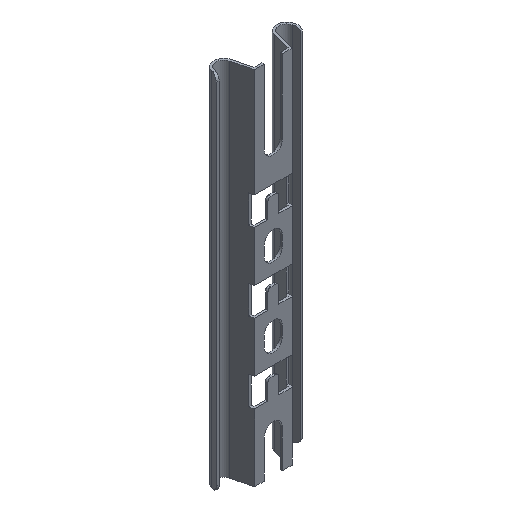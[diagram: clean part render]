
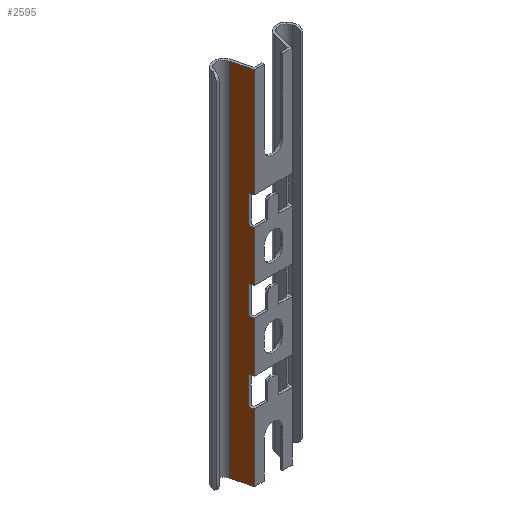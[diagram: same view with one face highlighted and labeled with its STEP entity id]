
A CAD part, isometric view. The second image highlights one B-rep face of the part: STEP entity #2595.
In plain terms, the highlighted planar face has unit normal (-0.971, -0.24, 0).
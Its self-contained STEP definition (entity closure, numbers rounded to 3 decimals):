
#11 = AXIS2_PLACEMENT_3D ( 'NONE', #404, #196, #1614 ) ;
#21 = VERTEX_POINT ( 'NONE', #527 ) ;
#23 = VERTEX_POINT ( 'NONE', #367 ) ;
#30 = DIRECTION ( 'NONE',  ( 0., 0., -1. ) ) ;
#49 = CARTESIAN_POINT ( 'NONE',  ( -12., 0., 115. ) ) ;
#55 = CARTESIAN_POINT ( 'NONE',  ( -12.743, 3., 46. ) ) ;
#60 = EDGE_CURVE ( 'NONE', #1105, #2391, #1836, .T. ) ;
#105 = ORIENTED_EDGE ( 'NONE', *, *, #1525, .T. ) ;
#140 = ORIENTED_EDGE ( 'NONE', *, *, #529, .F. ) ;
#143 = ORIENTED_EDGE ( 'NONE', *, *, #167, .F. ) ;
#163 = ORIENTED_EDGE ( 'NONE', *, *, #495, .T. ) ;
#167 = EDGE_CURVE ( 'NONE', #2418, #21, #1032, .T. ) ;
#175 = VERTEX_POINT ( 'NONE', #659 ) ;
#192 = ORIENTED_EDGE ( 'NONE', *, *, #2317, .F. ) ;
#196 = DIRECTION ( 'NONE',  ( 0.971, 0.24, 0. ) ) ;
#218 = DIRECTION ( 'NONE',  ( 0., 0., -1. ) ) ;
#219 = VECTOR ( 'NONE', #553, 1000. ) ;
#227 = CARTESIAN_POINT ( 'NONE',  ( -12.743, 3., 115. ) ) ;
#261 = ORIENTED_EDGE ( 'NONE', *, *, #2522, .T. ) ;
#284 = LINE ( 'NONE', #717, #2379 ) ;
#305 = CARTESIAN_POINT ( 'NONE',  ( -12., 0., 115. ) ) ;
#314 = LINE ( 'NONE', #49, #1860 ) ;
#316 = DIRECTION ( 'NONE',  ( 0., 0., -1. ) ) ;
#347 = CARTESIAN_POINT ( 'NONE',  ( -15.147, 12.702, 115. ) ) ;
#367 = CARTESIAN_POINT ( 'NONE',  ( -15.147, 12.702, 115. ) ) ;
#372 = VECTOR ( 'NONE', #218, 1000. ) ;
#404 = CARTESIAN_POINT ( 'NONE',  ( -12., 0., 115. ) ) ;
#410 = VECTOR ( 'NONE', #1519, 1000. ) ;
#439 = EDGE_CURVE ( 'NONE', #1552, #2672, #541, .T. ) ;
#460 = FACE_OUTER_BOUND ( 'NONE', #666, .T. ) ;
#465 = LINE ( 'NONE', #1573, #1469 ) ;
#495 = EDGE_CURVE ( 'NONE', #1737, #2391, #1406, .T. ) ;
#502 = DIRECTION ( 'NONE',  ( 0.24, -0.971, 0. ) ) ;
#522 = VERTEX_POINT ( 'NONE', #704 ) ;
#523 = CARTESIAN_POINT ( 'NONE',  ( -12., 0., 46. ) ) ;
#525 = VECTOR ( 'NONE', #984, 1000. ) ;
#527 = CARTESIAN_POINT ( 'NONE',  ( -12.743, 3., -22. ) ) ;
#529 = EDGE_CURVE ( 'NONE', #554, #175, #284, .T. ) ;
#541 = LINE ( 'NONE', #2329, #1550 ) ;
#553 = DIRECTION ( 'NONE',  ( 0., 0., -1. ) ) ;
#554 = VERTEX_POINT ( 'NONE', #2032 ) ;
#566 = LINE ( 'NONE', #347, #1511 ) ;
#601 = CARTESIAN_POINT ( 'NONE',  ( -12.743, 3., 115. ) ) ;
#618 = VECTOR ( 'NONE', #1968, 1000. ) ;
#639 = CARTESIAN_POINT ( 'NONE',  ( -12., 0., -72. ) ) ;
#653 = DIRECTION ( 'NONE',  ( 0., 0., -1. ) ) ;
#659 = CARTESIAN_POINT ( 'NONE',  ( -12., 0., -54. ) ) ;
#666 = EDGE_LOOP ( 'NONE', ( #1558, #105, #140, #1560, #143, #1590, #1650, #1616, #1687, #163, #1728, #192, #1758, #1762, #1879, #261 ) ) ;
#676 = EDGE_CURVE ( 'NONE', #23, #1552, #566, .T. ) ;
#704 = CARTESIAN_POINT ( 'NONE',  ( -12., 0., -4. ) ) ;
#717 = CARTESIAN_POINT ( 'NONE',  ( -12., 0., 115. ) ) ;
#738 = CARTESIAN_POINT ( 'NONE',  ( -12., 0., -72. ) ) ;
#742 = CARTESIAN_POINT ( 'NONE',  ( -12.743, 3., -4. ) ) ;
#751 = CARTESIAN_POINT ( 'NONE',  ( -12.743, 3., 115. ) ) ;
#756 = DIRECTION ( 'NONE',  ( 0.24, -0.971, 0. ) ) ;
#779 = CARTESIAN_POINT ( 'NONE',  ( -12., 0., 46. ) ) ;
#782 = CARTESIAN_POINT ( 'NONE',  ( -12., 0., -4. ) ) ;
#837 = LINE ( 'NONE', #227, #372 ) ;
#839 = DIRECTION ( 'NONE',  ( 0., 0., -1. ) ) ;
#873 = LINE ( 'NONE', #2304, #1270 ) ;
#881 = VECTOR ( 'NONE', #756, 1000. ) ;
#899 = EDGE_CURVE ( 'NONE', #1737, #2568, #1031, .T. ) ;
#906 = CARTESIAN_POINT ( 'NONE',  ( -12., 0., 28. ) ) ;
#941 = LINE ( 'NONE', #305, #1965 ) ;
#984 = DIRECTION ( 'NONE',  ( 0.24, -0.971, 0. ) ) ;
#1031 = LINE ( 'NONE', #601, #2065 ) ;
#1032 = LINE ( 'NONE', #751, #2066 ) ;
#1060 = CARTESIAN_POINT ( 'NONE',  ( -12., 0., 115. ) ) ;
#1088 = DIRECTION ( 'NONE',  ( 0.24, -0.971, 0. ) ) ;
#1102 = CARTESIAN_POINT ( 'NONE',  ( -12.743, 3., -54. ) ) ;
#1105 = VERTEX_POINT ( 'NONE', #1060 ) ;
#1229 = VECTOR ( 'NONE', #2170, 1000. ) ;
#1234 = EDGE_CURVE ( 'NONE', #554, #21, #2452, .T. ) ;
#1270 = VECTOR ( 'NONE', #2434, 1000. ) ;
#1347 = VERTEX_POINT ( 'NONE', #906 ) ;
#1366 = VERTEX_POINT ( 'NONE', #1102 ) ;
#1406 = LINE ( 'NONE', #779, #881 ) ;
#1469 = VECTOR ( 'NONE', #1783, 1000. ) ;
#1511 = VECTOR ( 'NONE', #316, 1000. ) ;
#1519 = DIRECTION ( 'NONE',  ( -0.24, 0.971, 0. ) ) ;
#1525 = EDGE_CURVE ( 'NONE', #1366, #175, #873, .T. ) ;
#1550 = VECTOR ( 'NONE', #1088, 1000. ) ;
#1552 = VERTEX_POINT ( 'NONE', #1843 ) ;
#1558 = ORIENTED_EDGE ( 'NONE', *, *, #1661, .F. ) ;
#1560 = ORIENTED_EDGE ( 'NONE', *, *, #1234, .T. ) ;
#1573 = CARTESIAN_POINT ( 'NONE',  ( -12., 0., 28. ) ) ;
#1582 = CARTESIAN_POINT ( 'NONE',  ( -12.743, 3., -72. ) ) ;
#1590 = ORIENTED_EDGE ( 'NONE', *, *, #2559, .T. ) ;
#1614 = DIRECTION ( 'NONE',  ( -0.24, 0.971, 0. ) ) ;
#1616 = ORIENTED_EDGE ( 'NONE', *, *, #1850, .T. ) ;
#1650 = ORIENTED_EDGE ( 'NONE', *, *, #1696, .F. ) ;
#1661 = EDGE_CURVE ( 'NONE', #1366, #1907, #837, .T. ) ;
#1663 = CARTESIAN_POINT ( 'NONE',  ( -12., 0., -115. ) ) ;
#1687 = ORIENTED_EDGE ( 'NONE', *, *, #899, .F. ) ;
#1695 = LINE ( 'NONE', #1761, #618 ) ;
#1696 = EDGE_CURVE ( 'NONE', #1347, #522, #314, .T. ) ;
#1728 = ORIENTED_EDGE ( 'NONE', *, *, #60, .F. ) ;
#1737 = VERTEX_POINT ( 'NONE', #55 ) ;
#1758 = ORIENTED_EDGE ( 'NONE', *, *, #676, .T. ) ;
#1761 = CARTESIAN_POINT ( 'NONE',  ( -12., 0., 115. ) ) ;
#1762 = ORIENTED_EDGE ( 'NONE', *, *, #439, .T. ) ;
#1783 = DIRECTION ( 'NONE',  ( -0.24, 0.971, 0. ) ) ;
#1795 = LINE ( 'NONE', #738, #1229 ) ;
#1836 = LINE ( 'NONE', #2659, #219 ) ;
#1843 = CARTESIAN_POINT ( 'NONE',  ( -15.147, 12.702, -115. ) ) ;
#1850 = EDGE_CURVE ( 'NONE', #1347, #2568, #465, .T. ) ;
#1860 = VECTOR ( 'NONE', #30, 1000. ) ;
#1879 = ORIENTED_EDGE ( 'NONE', *, *, #2401, .F. ) ;
#1907 = VERTEX_POINT ( 'NONE', #1582 ) ;
#1920 = CARTESIAN_POINT ( 'NONE',  ( -12., 0., -22. ) ) ;
#1965 = VECTOR ( 'NONE', #502, 1000. ) ;
#1968 = DIRECTION ( 'NONE',  ( 0., 0., -1. ) ) ;
#2032 = CARTESIAN_POINT ( 'NONE',  ( -12., 0., -22. ) ) ;
#2065 = VECTOR ( 'NONE', #839, 1000. ) ;
#2066 = VECTOR ( 'NONE', #653, 1000. ) ;
#2160 = LINE ( 'NONE', #782, #525 ) ;
#2164 = DIRECTION ( 'NONE',  ( 0., 0., -1. ) ) ;
#2170 = DIRECTION ( 'NONE',  ( -0.24, 0.971, 0. ) ) ;
#2217 = CARTESIAN_POINT ( 'NONE',  ( -12.743, 3., 28. ) ) ;
#2304 = CARTESIAN_POINT ( 'NONE',  ( -12., 0., -54. ) ) ;
#2317 = EDGE_CURVE ( 'NONE', #23, #1105, #941, .T. ) ;
#2329 = CARTESIAN_POINT ( 'NONE',  ( -12., 0., -115. ) ) ;
#2379 = VECTOR ( 'NONE', #2164, 1000. ) ;
#2391 = VERTEX_POINT ( 'NONE', #523 ) ;
#2401 = EDGE_CURVE ( 'NONE', #2643, #2672, #1695, .T. ) ;
#2418 = VERTEX_POINT ( 'NONE', #742 ) ;
#2434 = DIRECTION ( 'NONE',  ( 0.24, -0.971, 0. ) ) ;
#2452 = LINE ( 'NONE', #1920, #410 ) ;
#2522 = EDGE_CURVE ( 'NONE', #2643, #1907, #1795, .T. ) ;
#2559 = EDGE_CURVE ( 'NONE', #2418, #522, #2160, .T. ) ;
#2568 = VERTEX_POINT ( 'NONE', #2217 ) ;
#2595 = ADVANCED_FACE ( 'NONE', ( #460 ), #2667, .F. ) ;
#2643 = VERTEX_POINT ( 'NONE', #639 ) ;
#2659 = CARTESIAN_POINT ( 'NONE',  ( -12., 0., 115. ) ) ;
#2667 = PLANE ( 'NONE',  #11 ) ;
#2672 = VERTEX_POINT ( 'NONE', #1663 ) ;
